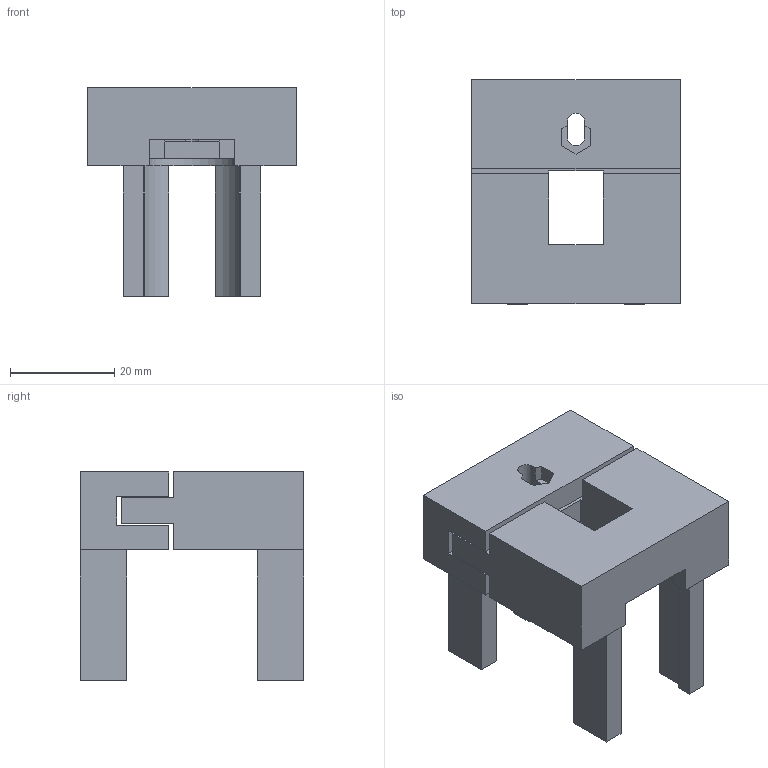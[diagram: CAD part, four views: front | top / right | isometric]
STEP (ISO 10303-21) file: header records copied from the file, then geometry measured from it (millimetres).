
FILE_DESCRIPTION(('FreeCAD Model'),'2;1');
FILE_NAME('Open CASCADE Shape Model','2023-07-04T15:58:08',(''),(''), 'Open CASCADE STEP processor 7.5','FreeCAD','Unknown');
FILE_SCHEMA(('AUTOMOTIVE_DESIGN { 1 0 10303 214 1 1 1 1 }'));
Length unit declared in the file: millimetre
Products named in the file (1): Programming-Adapter
Bounding box: 40.12 x 43.02 x 40 mm (x, y, z)
Volume: 26003.3 mm3; surface area: 11918.9 mm2
Topology: 2 solids, 2 shells, 91 faces, 263 edges, 172 vertices
Faces by surface type: plane 82, cylinder 9
Entity records: 6321 total; most frequent: CARTESIAN_POINT 1263, DIRECTION 853, LINE 615, VECTOR 615, ORIENTED_EDGE 526, PCURVE 526, DEFINITIONAL_REPRESENTATION 526, EDGE_CURVE 263
